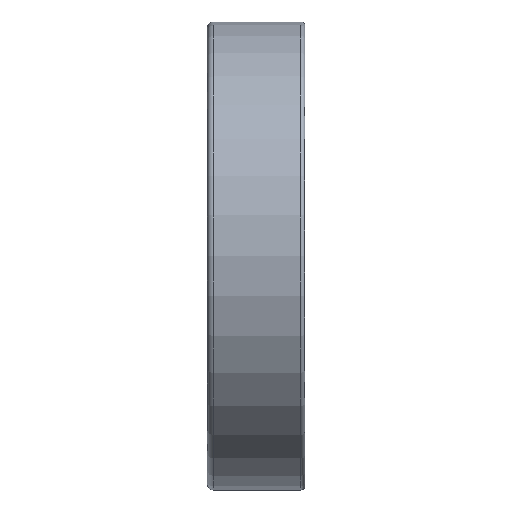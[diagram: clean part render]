
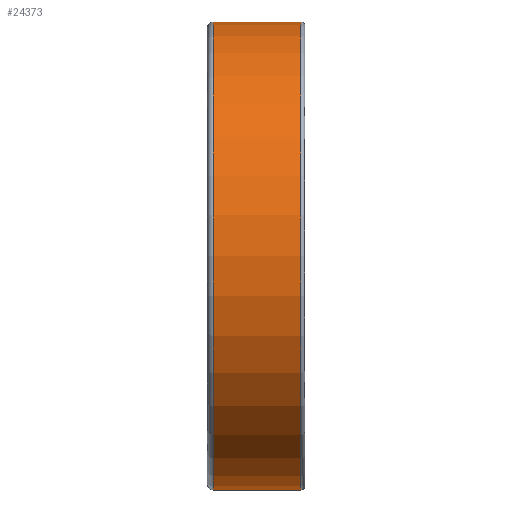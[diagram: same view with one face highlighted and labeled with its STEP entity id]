
A CAD part, top view. The second image highlights one B-rep face of the part: STEP entity #24373.
In plain terms, the highlighted cylindrical face has radius 12 mm (diameter 24 mm), a partial arc.
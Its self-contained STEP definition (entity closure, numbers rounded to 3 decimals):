
#13600=DIRECTION('',(-1.,0.,0.));
#13601=VECTOR('',#13600,4.5);
#13602=CARTESIAN_POINT('',(2.3,12.,0.));
#13603=LINE('',#13602,#13601);
#13607=DIRECTION('',(-1.,0.,0.));
#13608=VECTOR('',#13607,4.5);
#13609=CARTESIAN_POINT('',(2.3,-12.,0.));
#13610=LINE('',#13609,#13608);
#13622=CARTESIAN_POINT('',(2.3,0.,0.));
#13623=DIRECTION('',(1.,0.,0.));
#13624=DIRECTION('',(0.,1.,0.));
#13625=AXIS2_PLACEMENT_3D('',#13622,#13623,#13624);
#13630=CARTESIAN_POINT('',(-2.2,0.,0.));
#13631=DIRECTION('',(1.,0.,0.));
#13632=DIRECTION('',(0.,1.,0.));
#13633=AXIS2_PLACEMENT_3D('',#13630,#13631,#13632);
#21089=CARTESIAN_POINT('',(2.3,12.,0.));
#21090=CARTESIAN_POINT('',(-2.2,12.,0.));
#21091=VERTEX_POINT('',#21089);
#21092=VERTEX_POINT('',#21090);
#21101=CARTESIAN_POINT('',(2.3,-12.,0.));
#21102=CARTESIAN_POINT('',(-2.2,-12.,0.));
#21103=VERTEX_POINT('',#21101);
#21104=VERTEX_POINT('',#21102);
#24361=CARTESIAN_POINT('',(-2.75,0.,0.));
#24362=DIRECTION('',(1.,0.,0.));
#24363=DIRECTION('',(0.,-1.,0.));
#24364=AXIS2_PLACEMENT_3D('',#24361,#24362,#24363);
#24365=CYLINDRICAL_SURFACE('',#24364,12.);
#24366=ORIENTED_EDGE('',*,*,#24351,.F.);
#24367=ORIENTED_EDGE('',*,*,#24328,.T.);
#24368=ORIENTED_EDGE('',*,*,#24355,.T.);
#24370=ORIENTED_EDGE('',*,*,#24369,.F.);
#24371=EDGE_LOOP('',(#24366,#24367,#24368,#24370));
#24372=FACE_OUTER_BOUND('',#24371,.F.);
#13626=CIRCLE('',#13625,12.);
#13634=CIRCLE('',#13633,12.);
#24328=EDGE_CURVE('',#21091,#21103,#13626,.T.);
#24351=EDGE_CURVE('',#21091,#21092,#13603,.T.);
#24355=EDGE_CURVE('',#21103,#21104,#13610,.T.);
#24369=EDGE_CURVE('',#21092,#21104,#13634,.T.);
#24373=ADVANCED_FACE('',(#24372),#24365,.T.);
